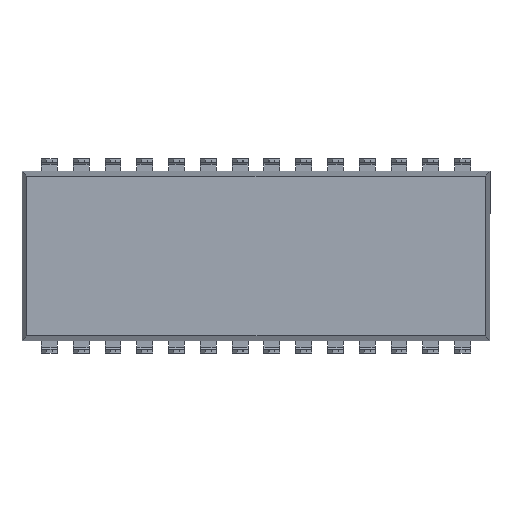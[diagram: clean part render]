
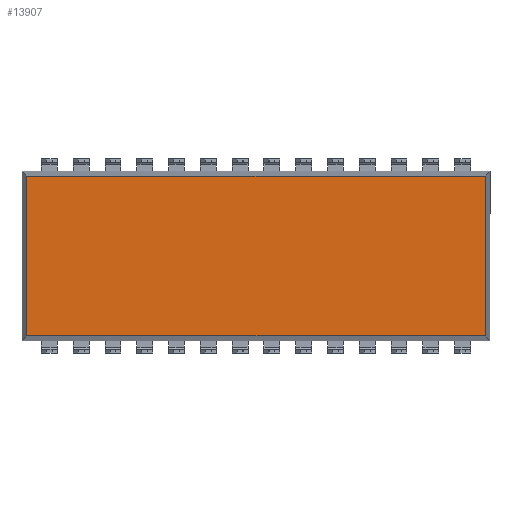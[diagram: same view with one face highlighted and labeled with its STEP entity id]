
A CAD part, front view. The second image highlights one B-rep face of the part: STEP entity #13907.
In plain terms, the highlighted planar face has unit normal (0, -1, 0).
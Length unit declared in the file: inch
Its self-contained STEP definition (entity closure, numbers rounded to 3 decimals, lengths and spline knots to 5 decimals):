
#182 = EDGE_CURVE ( 'NONE', #1136, #5550, #13829, .T. ) ;
#489 = EDGE_CURVE ( 'NONE', #9997, #5559, #8740, .T. ) ;
#1136 = VERTEX_POINT ( 'NONE', #4470 ) ;
#1283 = DIRECTION ( 'NONE',  ( -1., 0., 0. ) ) ;
#1615 = CARTESIAN_POINT ( 'NONE',  ( -0.72154, 0.015, 0.26625 ) ) ;
#1676 = EDGE_LOOP ( 'NONE', ( #5737, #10168, #6987, #9477 ) ) ;
#1798 = LINE ( 'NONE', #7781, #14412 ) ;
#2147 = DIRECTION ( 'NONE',  ( 1., 0., 0. ) ) ;
#2255 = CARTESIAN_POINT ( 'NONE',  ( -0.72154, 0.015, -0.25154 ) ) ;
#3034 = AXIS2_PLACEMENT_3D ( 'NONE', #5517, #5657, #7811 ) ;
#4234 = EDGE_CURVE ( 'NONE', #5559, #1136, #1798, .T. ) ;
#4275 = DIRECTION ( 'NONE',  ( 0., 0., 1. ) ) ;
#4470 = CARTESIAN_POINT ( 'NONE',  ( 0.72154, 0.015, 0.25154 ) ) ;
#4782 = LINE ( 'NONE', #1615, #13593 ) ;
#4856 = VECTOR ( 'NONE', #1283, 39.37008 ) ;
#5466 = DIRECTION ( 'NONE',  ( 0., 0., -1. ) ) ;
#5517 = CARTESIAN_POINT ( 'NONE',  ( 0., 0.015, 0. ) ) ;
#5550 = VERTEX_POINT ( 'NONE', #8841 ) ;
#5559 = VERTEX_POINT ( 'NONE', #14298 ) ;
#5657 = DIRECTION ( 'NONE',  ( 0., -1., 0. ) ) ;
#5737 = ORIENTED_EDGE ( 'NONE', *, *, #489, .T. ) ;
#6987 = ORIENTED_EDGE ( 'NONE', *, *, #182, .T. ) ;
#7781 = CARTESIAN_POINT ( 'NONE',  ( 0.72154, 0.015, -0.26625 ) ) ;
#7811 = DIRECTION ( 'NONE',  ( 0., 0., -1. ) ) ;
#8568 = VECTOR ( 'NONE', #2147, 39.37008 ) ;
#8740 = LINE ( 'NONE', #12285, #8568 ) ;
#8752 = FACE_OUTER_BOUND ( 'NONE', #1676, .T. ) ;
#8841 = CARTESIAN_POINT ( 'NONE',  ( -0.72154, 0.015, 0.25154 ) ) ;
#8889 = EDGE_CURVE ( 'NONE', #5550, #9997, #4782, .T. ) ;
#9477 = ORIENTED_EDGE ( 'NONE', *, *, #8889, .T. ) ;
#9997 = VERTEX_POINT ( 'NONE', #2255 ) ;
#10168 = ORIENTED_EDGE ( 'NONE', *, *, #4234, .T. ) ;
#12285 = CARTESIAN_POINT ( 'NONE',  ( -0.73625, 0.015, -0.25154 ) ) ;
#12387 = PLANE ( 'NONE',  #3034 ) ;
#12498 = CARTESIAN_POINT ( 'NONE',  ( 0.73625, 0.015, 0.25154 ) ) ;
#13593 = VECTOR ( 'NONE', #5466, 39.37008 ) ;
#13829 = LINE ( 'NONE', #12498, #4856 ) ;
#13907 = ADVANCED_FACE ( 'NONE', ( #8752 ), #12387, .T. ) ;
#14298 = CARTESIAN_POINT ( 'NONE',  ( 0.72154, 0.015, -0.25154 ) ) ;
#14412 = VECTOR ( 'NONE', #4275, 39.37008 ) ;
